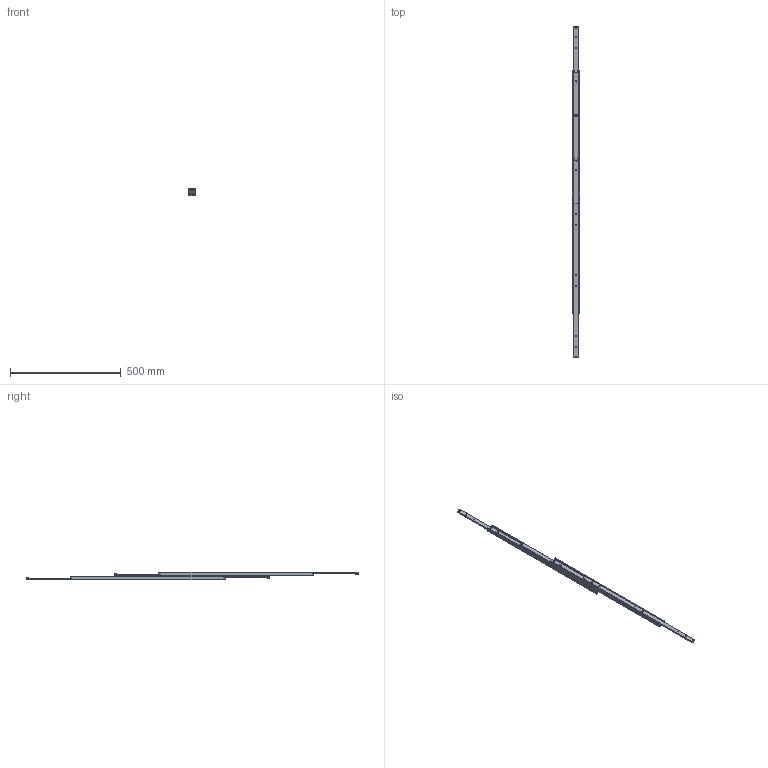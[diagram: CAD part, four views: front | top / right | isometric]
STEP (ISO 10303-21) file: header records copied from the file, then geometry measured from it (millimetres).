
FILE_DESCRIPTION((''),'2;1');
FILE_NAME('DDTS-35 700.stp','2023-02-10T13:03:33',(''),(''),'Mechanical Desktop 2006','Mechanical Desktop 2006',', , ');
FILE_SCHEMA(('CONFIG_CONTROL_DESIGN'));
Length unit declared in the file: millimetre
Products named in the file (4): DDTS-35 B; INNER BEAM; OUTER BEAM; MIDDLE BEAM
Assembly tree (5 placements, depth 2):
  DDTS-35 B
    INNER BEAM  x2
    OUTER BEAM  x2
    MIDDLE BEAM
Bounding box: 35 x 1500 x 36 mm (x, y, z)
Volume: 615778.2 mm3; surface area: 299077 mm2
Topology: 5 solids, 30 shells, 516 faces, 1472 edges, 960 vertices
Faces by surface type: cylinder 186, plane 122, cone 112, torus 96
Entity records: 12321 total; most frequent: CARTESIAN_POINT 2428, DIRECTION 2260, ORIENTED_EDGE 2008, EDGE_CURVE 1004, AXIS2_PLACEMENT_3D 945, VERTEX_POINT 657, CIRCLE 582, EDGE_LOOP 385
